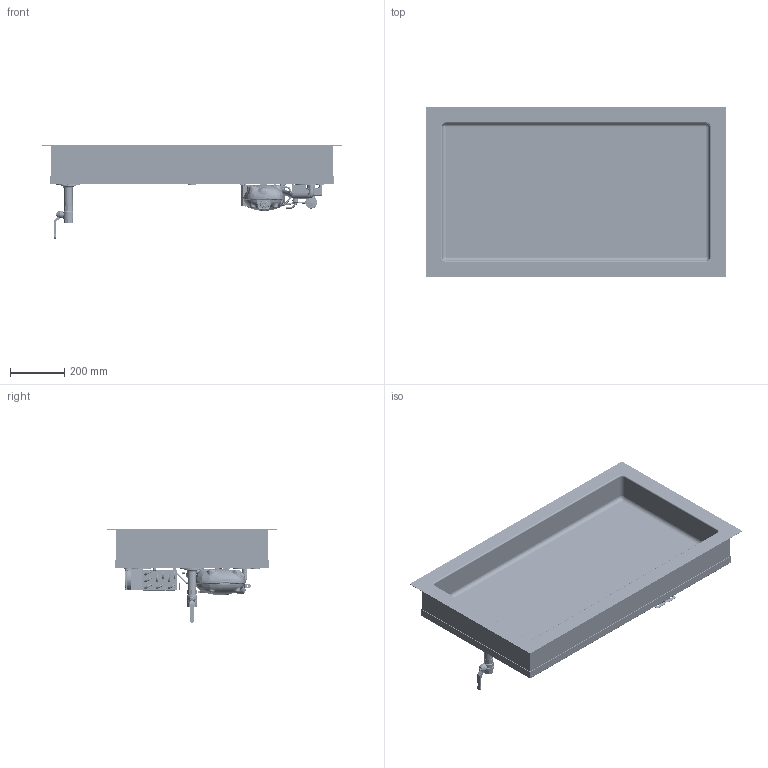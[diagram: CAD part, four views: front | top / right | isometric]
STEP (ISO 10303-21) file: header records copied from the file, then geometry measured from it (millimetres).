
FILE_DESCRIPTION(/* description */ ('This is a sample STEP configuration'),/* implementation_level */ '2;1');
FILE_NAME(/* name */ '14300000_A.stp',/* time_stamp */ '2021-05-27T15:34:49+02:00',/* author */ ('powerJobs'),/* organization */ ('coolOrange'),/* preprocessor_version */ 'ST-DEVELOPER v18.1',/* originating_system */ 'Autodesk Inventor 2021',/* authorisation */ '');
FILE_SCHEMA (('AUTOMOTIVE_DESIGN { 1 0 10303 214 3 1 1 }'));
Products named in the file (1): ENG-00003435
Bounding box: 1110 x 630 x 346.47 mm (x, y, z)
Volume: 76270.3 mm3; surface area: 4425048.3 mm2
Topology: 174 solids, 175 shells, 10329 faces, 30430 edges, 20144 vertices
Faces by surface type: plane 5865, cylinder 2962, cone 607, bspline 461, torus 404, sphere 30
Full cylindrical faces by diameter (mm): 0.5 x16, 0.86 x2, 1 x76, 1.25 x13, 1.3 x8, 1.4 x1, 1.5 x36, 1.6 x18, 1.8 x4, 2 x5, 2.2 x3, 2.3 x20, 2.31 x6, 2.459 x7, 2.5 x9, 2.7 x2, 3 x41, 3.11 x4, 3.2 x12, 3.4 x1, 3.5 x6, 4 x16, 4.134 x6, 4.6 x5, 5 x87, 5.2 x2, 5.4 x1, 5.5 x4, 5.7 x3, 6 x23
Entity records: 437506 total; most frequent: CARTESIAN_POINT 143251, ORIENTED_EDGE 60834, DIRECTION 58154, EDGE_CURVE 30417, AXIS2_PLACEMENT_3D 20245, VERTEX_POINT 20140, LINE 17664, VECTOR 17664
